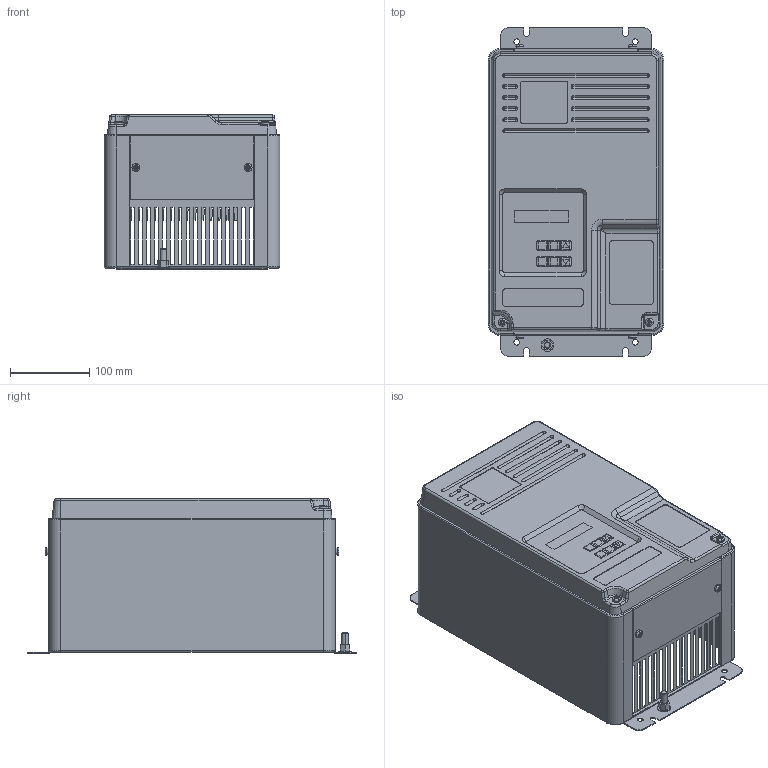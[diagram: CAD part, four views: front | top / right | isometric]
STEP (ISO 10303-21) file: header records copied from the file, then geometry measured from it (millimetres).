
FILE_DESCRIPTION (( 'STEP AP214' ), '1' );
FILE_NAME ('SR44-72.STEP', '2013-12-16T14:57:15', ( '' ), ( '' ), 'SwSTEP 2.0', 'SolidWorks 2013', '' );
FILE_SCHEMA (( 'AUTOMOTIVE_DESIGN' ));
Length unit declared in the file: millimetre
Products named in the file (1): SR44-72
Bounding box: 222 x 415 x 194.7 mm (x, y, z)
Volume: 8231376 mm3; surface area: 711054 mm2
Topology: 1 solids, 1 shells, 768 faces, 2056 edges, 1299 vertices
Faces by surface type: plane 455, cylinder 175, torus 68, cone 37, bspline 31, sphere 2
Entity records: 34796 total; most frequent: CARTESIAN_POINT 8820, ORIENTED_EDGE 4062, DIRECTION 3799, EDGE_CURVE 2031, VECTOR 1385, LINE 1385, VERTEX_POINT 1299, AXIS2_PLACEMENT_3D 1207
